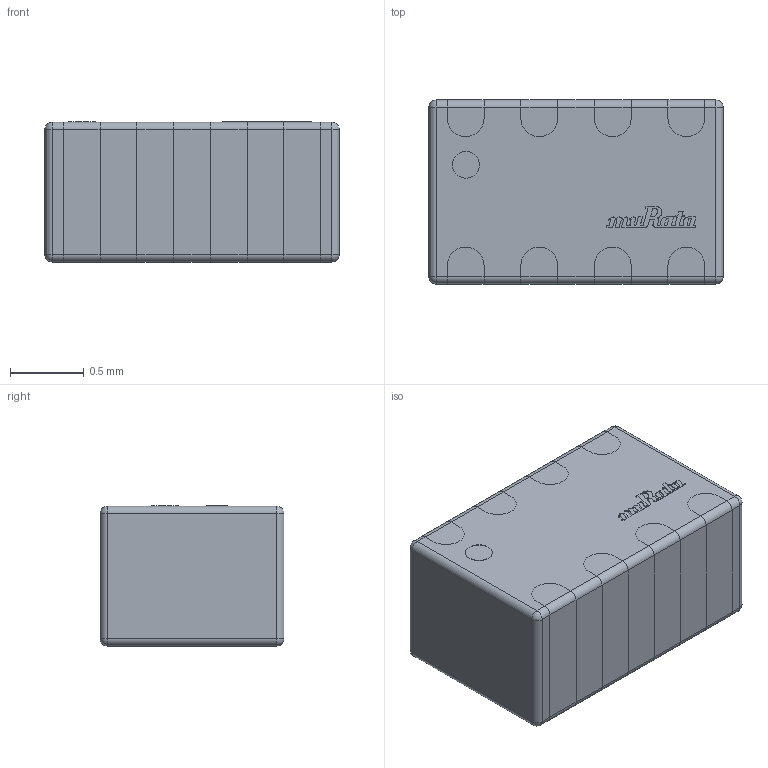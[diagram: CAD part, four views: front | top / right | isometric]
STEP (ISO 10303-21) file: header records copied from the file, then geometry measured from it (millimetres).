
FILE_DESCRIPTION(/* description */ (''),/* implementation_level */ '2;1');
FILE_NAME(/* name */ 'LLA_0805_0.95.stp',/* time_stamp */ '2020-08-28T22:50:51+02:00',/* author */ ('khaled'),/* organization */ (''),/* preprocessor_version */ 'ST-DEVELOPER v17.2',/* originating_system */ 'Autodesk Inventor 2019',/* authorisation */ '');
FILE_SCHEMA (('AUTOMOTIVE_DESIGN { 1 0 10303 214 3 1 1 }'));
Products named in the file (5): LLA_0805; Body; Leads; Circle; Murata_
Assembly tree (4 placements, depth 2):
  LLA_0805
    Body
    Leads
    Circle
    Murata_
Bounding box: 2 x 1.25 x 0.95 mm (x, y, z)
Volume: 2.4 mm3; surface area: 20.7 mm2
Topology: 11 solids, 11 shells, 358 faces, 984 edges, 648 vertices
Faces by surface type: plane 151, bspline 128, cylinder 71, sphere 8
Full cylindrical faces by diameter (mm): 0.183 x1
Entity records: 13425 total; most frequent: CARTESIAN_POINT 4737, ORIENTED_EDGE 1968, DIRECTION 1452, EDGE_CURVE 984, VERTEX_POINT 648, LINE 586, VECTOR 586, AXIS2_PLACEMENT_3D 433
